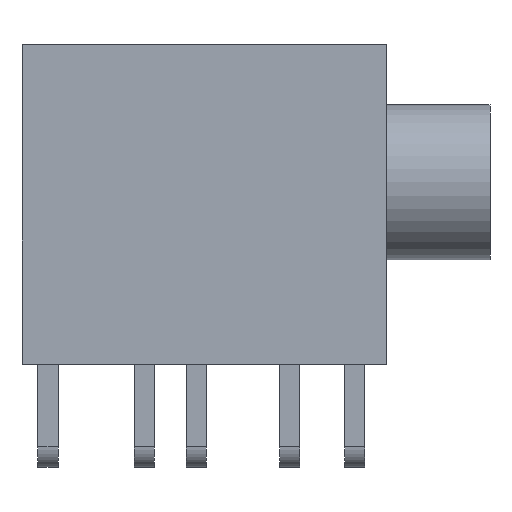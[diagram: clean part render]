
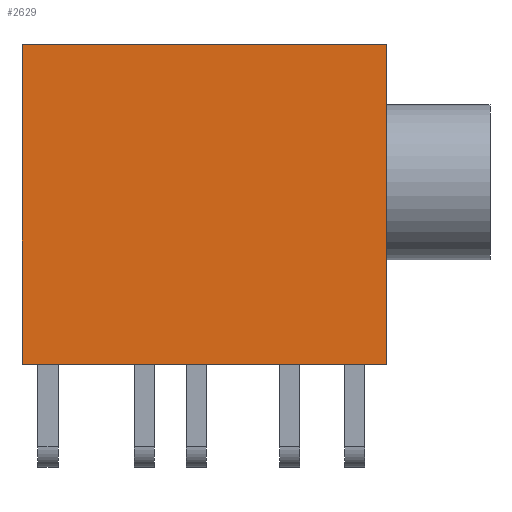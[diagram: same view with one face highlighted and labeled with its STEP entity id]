
A CAD part, front view. The second image highlights one B-rep face of the part: STEP entity #2629.
In plain terms, the highlighted planar face has unit normal (0, -1, 0).
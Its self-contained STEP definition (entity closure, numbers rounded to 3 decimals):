
#2629=ADVANCED_FACE('',(#5275),#5276,.F.);
#5275=FACE_OUTER_BOUND('',#7912,.T.);
#5276=PLANE('',#7913);
#7912=EDGE_LOOP('',(#16458,#16459,#16460,#16461));
#7913=AXIS2_PLACEMENT_3D('',#16462,#16463,#16464);
#16458=ORIENTED_EDGE('',*,*,#16682,.T.);
#16459=ORIENTED_EDGE('',*,*,#19869,.F.);
#16460=ORIENTED_EDGE('',*,*,#16999,.F.);
#16461=ORIENTED_EDGE('',*,*,#17330,.T.);
#16462=CARTESIAN_POINT('',(1.17,-25.564,27.33));
#16463=DIRECTION('',(0.0,1.0,0.0));
#16464=DIRECTION('',(0.0,0.0,1.0));
#16682=EDGE_CURVE('',#20294,#20298,#20300,.T.);
#16999=EDGE_CURVE('',#20928,#20930,#20931,.T.);
#17330=EDGE_CURVE('',#20928,#20294,#21588,.T.);
#19869=EDGE_CURVE('',#20930,#20298,#24968,.T.);
#20294=VERTEX_POINT('',#25599);
#20298=VERTEX_POINT('',#25605);
#20300=LINE('',#25608,#25609);
#20928=VERTEX_POINT('',#26549);
#20930=VERTEX_POINT('',#26552);
#20931=LINE('',#26553,#26554);
#21588=LINE('',#27537,#27538);
#24968=LINE('',#32578,#32579);
#25599=CARTESIAN_POINT('',(1.17,-25.564,15.03));
#25605=CARTESIAN_POINT('',(15.17,-25.564,15.03));
#25608=CARTESIAN_POINT('',(1.17,-25.564,15.03));
#25609=VECTOR('',#32802,1.0);
#26549=CARTESIAN_POINT('',(1.17,-25.564,27.33));
#26552=CARTESIAN_POINT('',(15.17,-25.564,27.33));
#26553=CARTESIAN_POINT('',(1.17,-25.564,27.33));
#26554=VECTOR('',#33116,1.0);
#27537=CARTESIAN_POINT('',(1.17,-25.564,27.33));
#27538=VECTOR('',#33449,1.0);
#32578=CARTESIAN_POINT('',(15.17,-25.564,27.33));
#32579=VECTOR('',#35167,1.0);
#32802=DIRECTION('',(1.0,0.0,0.0));
#33116=DIRECTION('',(1.0,0.0,0.0));
#33449=DIRECTION('',(0.0,0.0,-1.0));
#35167=DIRECTION('',(0.0,0.0,-1.0));
